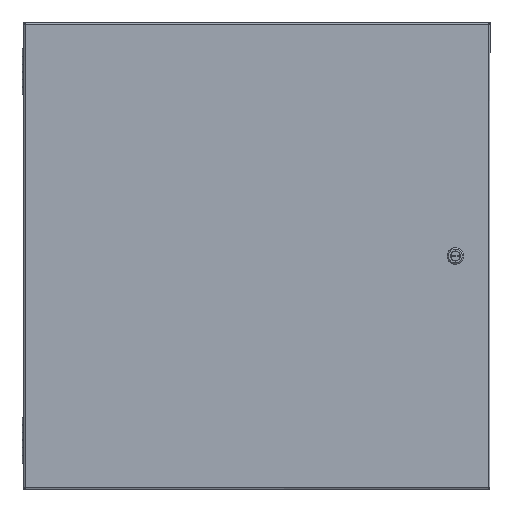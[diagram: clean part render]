
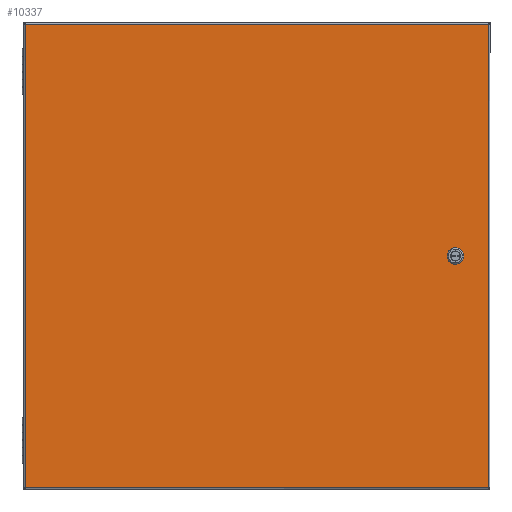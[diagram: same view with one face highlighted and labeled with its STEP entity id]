
A CAD part, top view. The second image highlights one B-rep face of the part: STEP entity #10337.
In plain terms, the highlighted planar face has unit normal (0, 0, 1).
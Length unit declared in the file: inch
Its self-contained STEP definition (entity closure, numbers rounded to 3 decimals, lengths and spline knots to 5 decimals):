
#627=LINE('',#15739,#1556);
#638=LINE('',#15939,#1567);
#642=LINE('',#15953,#1571);
#646=LINE('',#15965,#1575);
#650=LINE('',#15977,#1579);
#654=LINE('',#15987,#1583);
#656=LINE('',#15991,#1585);
#657=LINE('',#15994,#1586);
#1556=VECTOR('',#12514,30.19575);
#1567=VECTOR('',#12539,30.19575);
#1571=VECTOR('',#12551,0.42712);
#1575=VECTOR('',#12563,0.42712);
#1579=VECTOR('',#12575,0.42712);
#1583=VECTOR('',#12587,0.42712);
#1585=VECTOR('',#12593,30.1645);
#1586=VECTOR('',#12598,30.1645);
#2325=PLANE('',#11010);
#2571=FACE_BOUND('',#3454,.T.);
#2828=FACE_OUTER_BOUND('',#3453,.T.);
#3453=EDGE_LOOP('',(#7466,#7467,#7468,#7469));
#3454=EDGE_LOOP('',(#7470,#7471,#7472,#7473,#7474,#7475,#7476,#7477));
#4009=CIRCLE('',#10991,0.453);
#4011=CIRCLE('',#10995,0.453);
#4013=CIRCLE('',#10999,0.453);
#4015=CIRCLE('',#11003,0.453);
#4546=VERTEX_POINT('',#15534);
#4562=VERTEX_POINT('',#15652);
#4569=VERTEX_POINT('',#15738);
#4572=VERTEX_POINT('',#15875);
#4575=VERTEX_POINT('',#15944);
#4576=VERTEX_POINT('',#15946);
#4578=VERTEX_POINT('',#15952);
#4580=VERTEX_POINT('',#15958);
#4582=VERTEX_POINT('',#15964);
#4584=VERTEX_POINT('',#15970);
#4586=VERTEX_POINT('',#15976);
#4588=VERTEX_POINT('',#15982);
#5603=EDGE_CURVE('',#4569,#4562,#627,.T.);
#5623=EDGE_CURVE('',#4546,#4572,#638,.T.);
#5626=EDGE_CURVE('',#4576,#4575,#4009,.T.);
#5629=EDGE_CURVE('',#4578,#4576,#642,.T.);
#5632=EDGE_CURVE('',#4580,#4578,#4011,.T.);
#5635=EDGE_CURVE('',#4582,#4580,#646,.T.);
#5638=EDGE_CURVE('',#4584,#4582,#4013,.T.);
#5641=EDGE_CURVE('',#4586,#4584,#650,.T.);
#5644=EDGE_CURVE('',#4588,#4586,#4015,.T.);
#5647=EDGE_CURVE('',#4575,#4588,#654,.T.);
#5649=EDGE_CURVE('',#4562,#4546,#656,.T.);
#5650=EDGE_CURVE('',#4572,#4569,#657,.T.);
#7466=ORIENTED_EDGE('',*,*,#5623,.T.);
#7467=ORIENTED_EDGE('',*,*,#5650,.T.);
#7468=ORIENTED_EDGE('',*,*,#5603,.T.);
#7469=ORIENTED_EDGE('',*,*,#5649,.T.);
#7470=ORIENTED_EDGE('',*,*,#5626,.T.);
#7471=ORIENTED_EDGE('',*,*,#5647,.T.);
#7472=ORIENTED_EDGE('',*,*,#5644,.T.);
#7473=ORIENTED_EDGE('',*,*,#5641,.T.);
#7474=ORIENTED_EDGE('',*,*,#5638,.T.);
#7475=ORIENTED_EDGE('',*,*,#5635,.T.);
#7476=ORIENTED_EDGE('',*,*,#5632,.T.);
#7477=ORIENTED_EDGE('',*,*,#5629,.T.);
#10337=ADVANCED_FACE('',(#2828,#2571),#2325,.T.);
#10991=AXIS2_PLACEMENT_3D('',#15947,#12545,#12546);
#10995=AXIS2_PLACEMENT_3D('',#15959,#12557,#12558);
#10999=AXIS2_PLACEMENT_3D('',#15971,#12569,#12570);
#11003=AXIS2_PLACEMENT_3D('',#15983,#12581,#12582);
#11010=AXIS2_PLACEMENT_3D('',#15996,#12601,#12602);
#12514=DIRECTION('',(0.,-1.,0.));
#12539=DIRECTION('',(0.,1.,0.));
#12545=DIRECTION('center_axis',(0.,0.,-1.));
#12546=DIRECTION('ref_axis',(0.882,0.471,0.));
#12551=DIRECTION('',(1.,0.,0.));
#12557=DIRECTION('center_axis',(0.,0.,-1.));
#12558=DIRECTION('ref_axis',(-0.471,0.882,0.));
#12563=DIRECTION('',(0.,1.,0.));
#12569=DIRECTION('center_axis',(0.,0.,-1.));
#12570=DIRECTION('ref_axis',(-0.882,-0.471,0.));
#12575=DIRECTION('',(-1.,0.,0.));
#12581=DIRECTION('center_axis',(0.,0.,-1.));
#12582=DIRECTION('ref_axis',(0.471,-0.882,0.));
#12587=DIRECTION('',(0.,-1.,0.));
#12593=DIRECTION('',(1.,0.,0.));
#12598=DIRECTION('',(-1.,0.,0.));
#12601=DIRECTION('center_axis',(0.,0.,1.));
#12602=DIRECTION('ref_axis',(1.,0.,0.));
#15534=CARTESIAN_POINT('',(15.08225,-15.09788,0.074));
#15652=CARTESIAN_POINT('',(-15.08225,-15.09788,0.074));
#15738=CARTESIAN_POINT('',(-15.08225,15.09788,0.074));
#15739=CARTESIAN_POINT('',(-15.08225,7.54894,0.074));
#15875=CARTESIAN_POINT('',(15.08225,15.09788,0.074));
#15939=CARTESIAN_POINT('',(15.08225,-7.54894,0.074));
#15944=CARTESIAN_POINT('',(13.337,0.21356,0.074));
#15946=CARTESIAN_POINT('',(13.15112,0.3995,0.074));
#15947=CARTESIAN_POINT('Origin',(12.93748,0.00005,0.074));
#15952=CARTESIAN_POINT('',(12.724,0.3995,0.074));
#15953=CARTESIAN_POINT('',(6.57556,0.3995,0.074));
#15958=CARTESIAN_POINT('',(12.538,0.21356,0.074));
#15959=CARTESIAN_POINT('Origin',(12.93748,-0.00005,
0.074));
#15964=CARTESIAN_POINT('',(12.538,-0.21356,0.074));
#15965=CARTESIAN_POINT('',(12.538,0.10678,0.074));
#15970=CARTESIAN_POINT('',(12.72394,-0.3995,0.074));
#15971=CARTESIAN_POINT('Origin',(12.9375,0.,
0.074));
#15976=CARTESIAN_POINT('',(13.15106,-0.3995,0.074));
#15977=CARTESIAN_POINT('',(6.36197,-0.3995,0.074));
#15982=CARTESIAN_POINT('',(13.337,-0.21356,0.074));
#15983=CARTESIAN_POINT('Origin',(12.9375,0.,0.074));
#15987=CARTESIAN_POINT('',(13.337,-0.10678,0.074));
#15991=CARTESIAN_POINT('',(-7.54113,-15.09788,0.074));
#15994=CARTESIAN_POINT('',(7.54113,15.09788,0.074));
#15996=CARTESIAN_POINT('Origin',(0.,0.,0.074));
